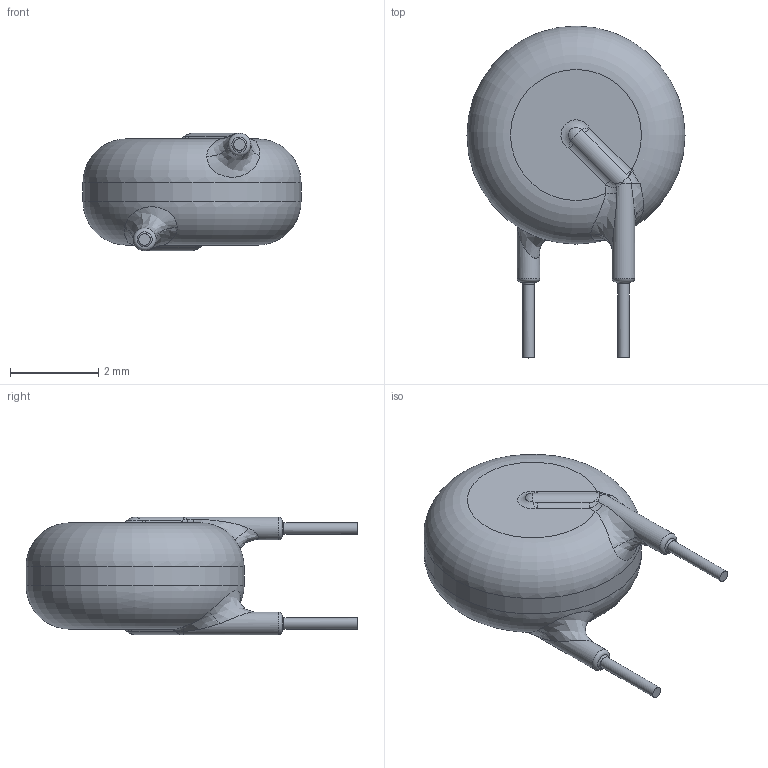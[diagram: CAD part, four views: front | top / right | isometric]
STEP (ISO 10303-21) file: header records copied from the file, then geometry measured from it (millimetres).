
FILE_DESCRIPTION(/* description */ (''),/* implementation_level */ '2;1');
FILE_NAME(/* name */ 'ntc_d5mm.step',/* time_stamp */ '2021-12-18T10:07:47+06:00',/* author */ (''),/* organization */ (''),/* preprocessor_version */ 'ST-DEVELOPER v18.1',/* originating_system */ 'Autodesk Translation Framework v10.10.0.1391',/* authorisation */ '');
FILE_SCHEMA (('AUTOMOTIVE_DESIGN { 1 0 10303 214 3 1 1 }'));
Length unit declared in the file: millimetre
Products named in the file (1): ntc_d5mm
Bounding box: 4.95 x 7.53 x 2.67 mm (x, y, z)
Volume: 41.5 mm3; surface area: 69.7 mm2
Topology: 1 solids, 5 shells, 51 faces, 130 edges, 85 vertices
Faces by surface type: bspline 20, cylinder 13, torus 8, plane 8, sphere 2
Full cylindrical faces by diameter (mm): 0.258 x2, 0.516 x2, 4.945 x1
Entity records: 3493 total; most frequent: CARTESIAN_POINT 2328, ORIENTED_EDGE 246, DIRECTION 207, EDGE_CURVE 130, AXIS2_PLACEMENT_3D 93, VERTEX_POINT 85, CIRCLE 53, FACE_OUTER_BOUND 51
